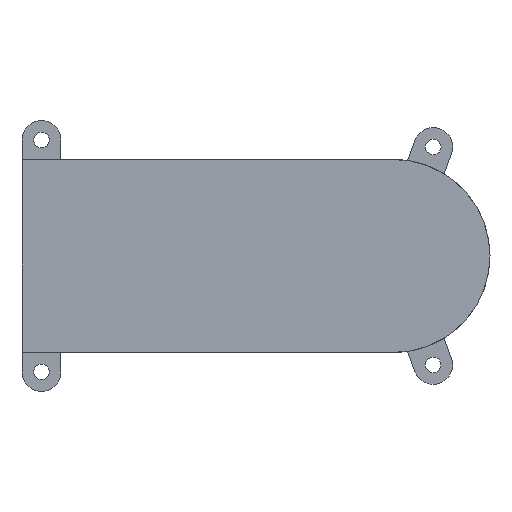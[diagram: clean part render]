
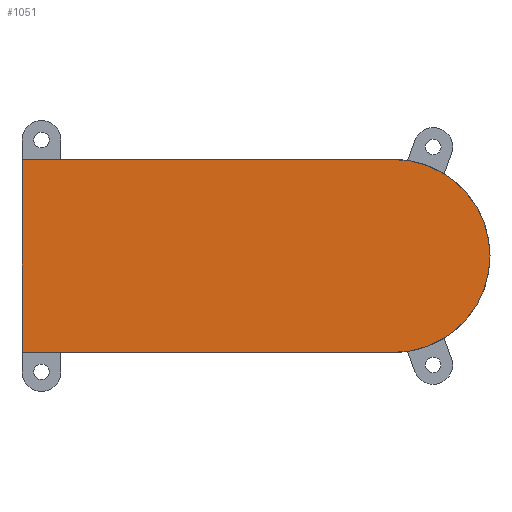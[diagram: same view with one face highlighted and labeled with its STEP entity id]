
A CAD part, front view. The second image highlights one B-rep face of the part: STEP entity #1051.
In plain terms, the highlighted planar face has unit normal (0, -1, 0).
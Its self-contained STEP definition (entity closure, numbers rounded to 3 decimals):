
#244=CARTESIAN_POINT('',(67.678,255.403,500.582));
#245=VERTEX_POINT('',#244);
#252=CARTESIAN_POINT('',(67.678,255.403,540.172));
#253=VERTEX_POINT('',#252);
#254=CARTESIAN_POINT('',(67.678,255.403,540.172));
#255=DIRECTION('',(0.,0.,-1.));
#256=VECTOR('',#255,39.59);
#257=LINE('',#254,#256);
#258=EDGE_CURVE('',#253,#245,#257,.T.);
#931=CARTESIAN_POINT('',(143.918,255.403,500.582));
#932=VERTEX_POINT('',#931);
#939=CARTESIAN_POINT('',(143.918,255.403,500.582));
#940=DIRECTION('',(-1.,0.,0.));
#941=VECTOR('',#940,76.241);
#942=LINE('',#939,#941);
#943=EDGE_CURVE('',#932,#245,#942,.T.);
#962=CARTESIAN_POINT('',(143.918,255.403,540.172));
#963=VERTEX_POINT('',#962);
#970=CARTESIAN_POINT('',(143.918,255.403,520.377));
#971=DIRECTION('',(-0.,-1.,0.));
#972=DIRECTION('',(0.,0.,1.));
#973=AXIS2_PLACEMENT_3D('',#970,#971,#972);
#974=CIRCLE('',#973,19.795);
#975=EDGE_CURVE('',#932,#963,#974,.T.);
#1029=CARTESIAN_POINT('',(67.678,255.403,540.172));
#1030=DIRECTION('',(1.,-0.,-0.));
#1031=VECTOR('',#1030,76.241);
#1032=LINE('',#1029,#1031);
#1033=EDGE_CURVE('',#253,#963,#1032,.T.);
#1040=CARTESIAN_POINT('',(100.693,255.403,520.377));
#1041=DIRECTION('',(-0.,-1.,0.));
#1042=DIRECTION('',(0.,0.,1.));
#1043=AXIS2_PLACEMENT_3D('',#1040,#1041,#1042);
#1044=PLANE('',#1043);
#1045=ORIENTED_EDGE('',*,*,#1033,.F.);
#1046=ORIENTED_EDGE('',*,*,#258,.T.);
#1047=ORIENTED_EDGE('',*,*,#943,.F.);
#1048=ORIENTED_EDGE('',*,*,#975,.T.);
#1049=EDGE_LOOP('',(#1045,#1046,#1047,#1048));
#1050=FACE_BOUND('',#1049,.T.);
#1051=ADVANCED_FACE('',(#1050),#1044,.T.);
